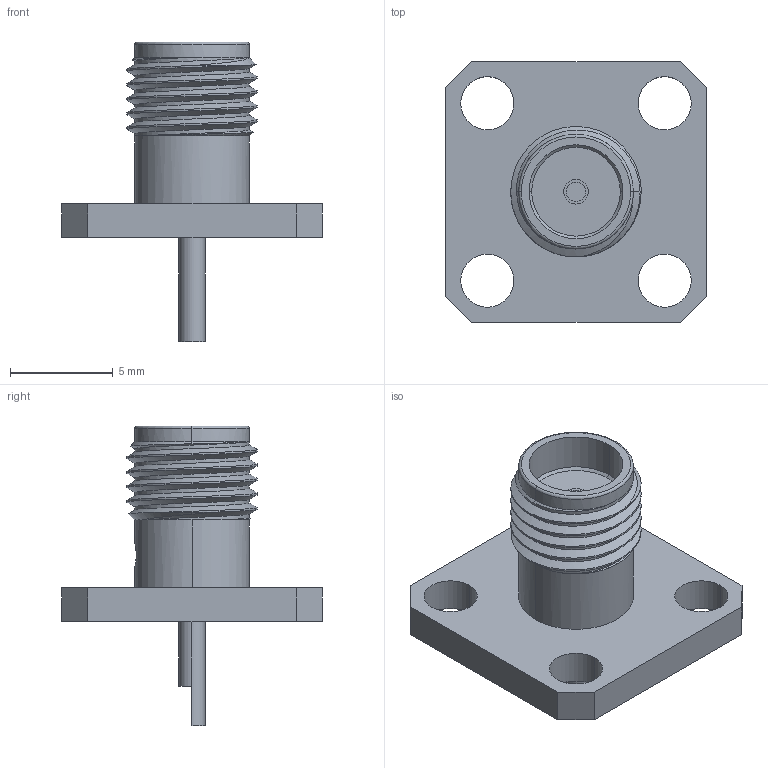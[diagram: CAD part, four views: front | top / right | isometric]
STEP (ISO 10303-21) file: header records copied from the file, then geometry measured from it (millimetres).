
FILE_DESCRIPTION (( 'STEP AP214' ), '1' );
FILE_NAME ('LCCN3114_3D.STEP', '2022-04-12T15:14:30', ( '' ), ( '' ), 'SwSTEP 2.0', 'SolidWorks 2021', '' );
FILE_SCHEMA (( 'AUTOMOTIVE_DESIGN' ));
Length unit declared in the file: inch
Products named in the file (1): LCCN3114_3D
Bounding box: 12.7 x 12.7 x 14.61 mm (x, y, z)
Volume: 399.9 mm3; surface area: 651.7 mm2
Topology: 1 solids, 1 shells, 73 faces, 174 edges, 111 vertices
Faces by surface type: cylinder 36, plane 22, cone 10, bspline 3, torus 2
Entity records: 3493 total; most frequent: CARTESIAN_POINT 1555, ORIENTED_EDGE 348, DIRECTION 335, EDGE_CURVE 174, AXIS2_PLACEMENT_3D 130, VERTEX_POINT 111, EDGE_LOOP 89, LINE 75
